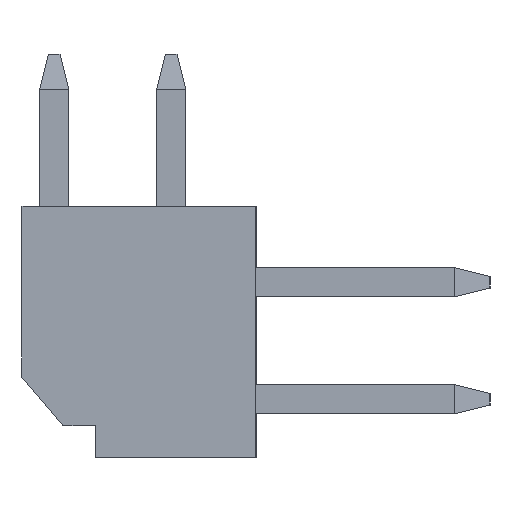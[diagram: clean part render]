
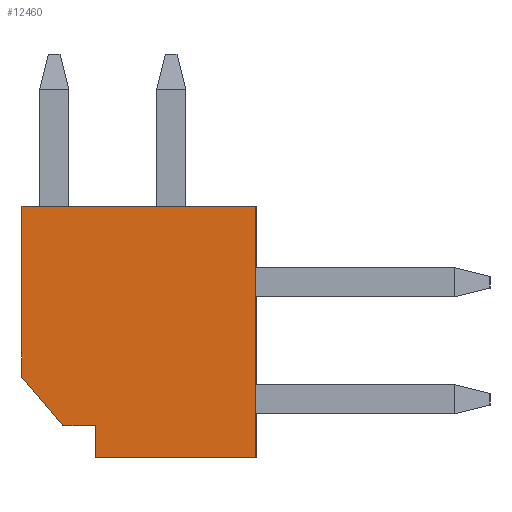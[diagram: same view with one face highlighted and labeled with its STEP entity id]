
A CAD part, left-side view. The second image highlights one B-rep face of the part: STEP entity #12460.
In plain terms, the highlighted planar face has unit normal (-1, 0, 0).
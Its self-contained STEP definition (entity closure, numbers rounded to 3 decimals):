
#5=DIRECTION('',(0.,-1.,0.));
#6=VECTOR('',#5,2.75);
#7=CARTESIAN_POINT('',(-15.,0.75,-2.15));
#8=LINE('',#7,#6);
#1031=DIRECTION('',(0.,-1.,0.));
#1032=VECTOR('',#1031,4.);
#1033=CARTESIAN_POINT('',(-15.,2.,2.15));
#1034=LINE('',#1033,#1032);
#1317=DIRECTION('',(0.,0.,1.));
#1318=VECTOR('',#1317,4.3);
#1319=CARTESIAN_POINT('',(-15.,-2.,-2.15));
#1320=LINE('',#1319,#1318);
#1801=DIRECTION('',(0.,-0.645,-0.764));
#1802=VECTOR('',#1801,1.086);
#1803=CARTESIAN_POINT('',(-15.,2.,-0.77));
#1804=LINE('',#1803,#1802);
#1805=DIRECTION('',(0.,0.,1.));
#1806=VECTOR('',#1805,2.92);
#1807=CARTESIAN_POINT('',(-15.,2.,-0.77));
#1808=LINE('',#1807,#1806);
#1809=DIRECTION('',(0.,0.,1.));
#1810=VECTOR('',#1809,0.55);
#1811=CARTESIAN_POINT('',(-15.,0.75,-2.15));
#1812=LINE('',#1811,#1810);
#1813=DIRECTION('',(0.,-1.,0.));
#1814=VECTOR('',#1813,0.55);
#1815=CARTESIAN_POINT('',(-15.,1.3,-1.6));
#1816=LINE('',#1815,#1814);
#8365=CARTESIAN_POINT('',(-15.,-2.,-2.15));
#8367=VERTEX_POINT('',#8365);
#8369=CARTESIAN_POINT('',(-15.,2.,2.15));
#8370=CARTESIAN_POINT('',(-15.,-2.,2.15));
#8371=VERTEX_POINT('',#8369);
#8372=VERTEX_POINT('',#8370);
#8377=CARTESIAN_POINT('',(-15.,0.75,-2.15));
#8379=VERTEX_POINT('',#8377);
#8381=CARTESIAN_POINT('',(-15.,2.,-0.77));
#8382=CARTESIAN_POINT('',(-15.,1.3,-1.6));
#8383=VERTEX_POINT('',#8381);
#8384=VERTEX_POINT('',#8382);
#8385=CARTESIAN_POINT('',(-15.,0.75,-1.6));
#8386=VERTEX_POINT('',#8385);
#12443=CARTESIAN_POINT('',(-15.,2.,-2.15));
#12444=DIRECTION('',(-1.,0.,0.));
#12445=DIRECTION('',(0.,-1.,0.));
#12446=AXIS2_PLACEMENT_3D('',#12443,#12444,#12445);
#12447=PLANE('',#12446);
#12449=ORIENTED_EDGE('',*,*,#12448,.F.);
#12451=ORIENTED_EDGE('',*,*,#12450,.T.);
#12452=ORIENTED_EDGE('',*,*,#11570,.T.);
#12453=ORIENTED_EDGE('',*,*,#12136,.F.);
#12454=ORIENTED_EDGE('',*,*,#10980,.F.);
#12455=ORIENTED_EDGE('',*,*,#11004,.T.);
#12457=ORIENTED_EDGE('',*,*,#12456,.F.);
#12458=EDGE_LOOP('',(#12449,#12451,#12452,#12453,#12454,#12455,#12457));
#12459=FACE_OUTER_BOUND('',#12458,.F.);
#12460=ADVANCED_FACE('',(#12459),#12447,.T.);
#10980=EDGE_CURVE('',#8379,#8367,#8,.T.);
#11004=EDGE_CURVE('',#8379,#8386,#1812,.T.);
#11570=EDGE_CURVE('',#8371,#8372,#1034,.T.);
#12136=EDGE_CURVE('',#8367,#8372,#1320,.T.);
#12448=EDGE_CURVE('',#8383,#8384,#1804,.T.);
#12450=EDGE_CURVE('',#8383,#8371,#1808,.T.);
#12456=EDGE_CURVE('',#8384,#8386,#1816,.T.);
